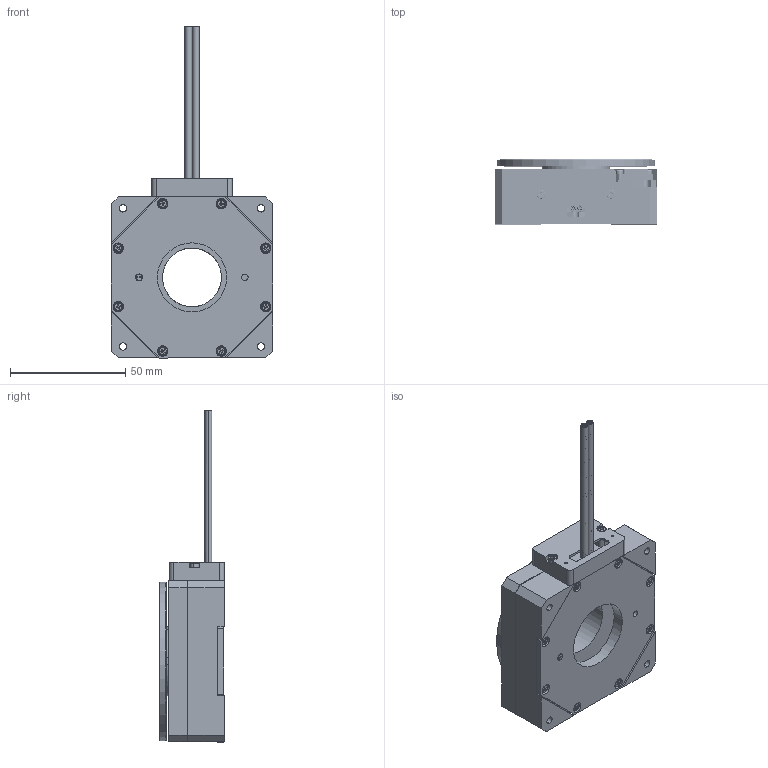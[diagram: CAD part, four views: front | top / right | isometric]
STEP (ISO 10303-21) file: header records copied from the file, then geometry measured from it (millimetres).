
FILE_DESCRIPTION (( 'STEP AP214' ), '1' );
FILE_NAME ('PR-70-1101X.STEP', '2025-02-19T22:03:38', ( '' ), ( '' ), 'SwSTEP 2.0', 'SolidWorks 2023', '' );
FILE_SCHEMA (( 'AUTOMOTIVE_DESIGN' ));
Length unit declared in the file: millimetre
Products named in the file (17): PR-70-1101X; SCREW, SHCS-S, M-DIN_M2 x 0.4 x 08mm; SCREW, MS-PPH, M-JCIS_M2.5 x 0.45 x 6mm; 431913 Connector Bracket, PR-70_widened; SCREW, MS-PPH, M-JCIS_M1.6 x 0.35 x 6mm; 430698-A Encoder Head Enclosure, NJ 8x13, Screw on Cover; 430696 Set Screw, Custom, Cone-S, M3x0.25_M3x0.25x3.7; 431906 Base Bottom, PR-70; SCREW, SHCS-S, M-DIN_M1.6 x 0.35 x 05mm; SCREW, SHCS-S, M-DIN_M2 x 0.4 x 06mm; 431907 Base Top, PR-70; 431915 Absolute Encoder Bracket, PR-70_version 2; 431912 Piezo Motor Bracket, PR-70_v2; SCREW, SHCS-S, M-DIN_M1.6 x 0.35 x 04mm; 431910 Carriage, PR-70_30mm scale; 3.0 Black Cable_L80; PR-70 Demo Rotor
Assembly tree (32 placements, depth 2):
  PR-70-1101X
    431906 Base Bottom, PR-70
    431907 Base Top, PR-70
    SCREW, SHCS-S, M-DIN_M2 x 0.4 x 06mm
    PR-70 Demo Rotor
    431910 Carriage, PR-70_30mm scale
    SCREW, MS-PPH, M-JCIS_M1.6 x 0.35 x 6mm  x6
    431915 Absolute Encoder Bracket, PR-70_version 2
    SCREW, SHCS-S, M-DIN_M1.6 x 0.35 x 04mm  x3
    SCREW, SHCS-S, M-DIN_M1.6 x 0.35 x 05mm
    SCREW, SHCS-S, M-DIN_M2 x 0.4 x 08mm  x2
    431913 Connector Bracket, PR-70_widened
    431912 Piezo Motor Bracket, PR-70_v2
    430696 Set Screw, Custom, Cone-S, M3x0.25_M3x0.25x3.7
    SCREW, MS-PPH, M-JCIS_M2.5 x 0.45 x 6mm  x8
    3.0 Black Cable_L80  x2
    430698-A Encoder Head Enclosure, NJ 8x13, Screw on Cover
Bounding box: 70 x 28.2 x 144.2 mm (x, y, z)
Volume: 85780.8 mm3; surface area: 57437.8 mm2
Topology: 58 solids, 58 shells, 1333 faces, 3168 edges, 1994 vertices
Faces by surface type: plane 590, cylinder 442, torus 146, cone 107, bspline 48
Entity records: 50895 total; most frequent: CARTESIAN_POINT 31048, DIRECTION 4282, ORIENTED_EDGE 3736, EDGE_CURVE 1868, AXIS2_PLACEMENT_3D 1672, VERTEX_POINT 1206, EDGE_LOOP 988, LINE 938
